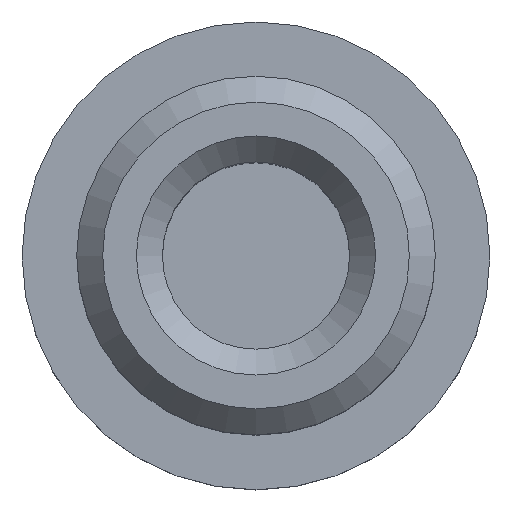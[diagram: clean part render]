
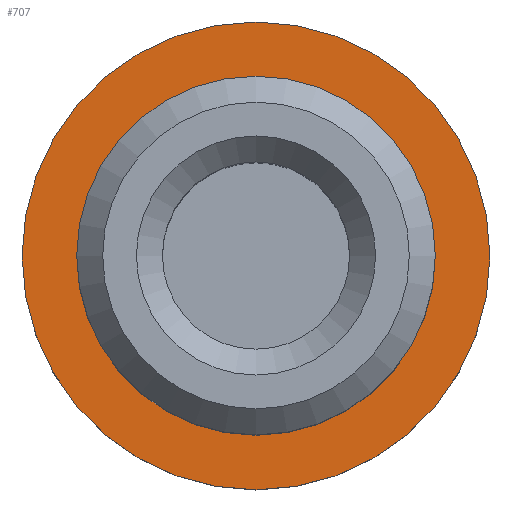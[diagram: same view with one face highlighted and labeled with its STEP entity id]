
A CAD part, top view. The second image highlights one B-rep face of the part: STEP entity #707.
In plain terms, the highlighted planar face has unit normal (0, 0, 1).
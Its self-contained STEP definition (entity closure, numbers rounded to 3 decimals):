
#121=CARTESIAN_POINT('',(3.45,0.,0.0));
#122=VERTEX_POINT('',#121);
#123=CARTESIAN_POINT('',(0.0,0.0,0.0));
#124=DIRECTION('',(0.0,0.0,-1.0));
#125=DIRECTION('',(-1.0,0.0,0.0));
#126=AXIS2_PLACEMENT_3D('',#123,#124,#125);
#127=CIRCLE('',#126,3.45);
#128=EDGE_CURVE('',#122,#122,#127,.T.);
#688=CARTESIAN_POINT('',(0.0,0.0,0.0));
#689=DIRECTION('',(0.0,0.0,1.0));
#690=DIRECTION('',(1.0,0.0,0.0));
#691=AXIS2_PLACEMENT_3D('',#688,#689,#690);
#692=PLANE('',#691);
#693=CARTESIAN_POINT('',(-4.5,0.,0.0));
#694=VERTEX_POINT('',#693);
#695=CARTESIAN_POINT('',(0.0,0.0,0.0));
#696=DIRECTION('',(0.0,0.0,1.0));
#697=DIRECTION('',(1.0,0.0,0.0));
#698=AXIS2_PLACEMENT_3D('',#695,#696,#697);
#699=CIRCLE('',#698,4.5);
#700=EDGE_CURVE('',#694,#694,#699,.T.);
#701=ORIENTED_EDGE('',*,*,#700,.T.);
#702=EDGE_LOOP('',(#701));
#703=FACE_OUTER_BOUND('',#702,.T.);
#704=ORIENTED_EDGE('',*,*,#128,.T.);
#705=EDGE_LOOP('',(#704));
#706=FACE_BOUND('',#705,.T.);
#707=ADVANCED_FACE('',(#703,#706),#692,.T.);
